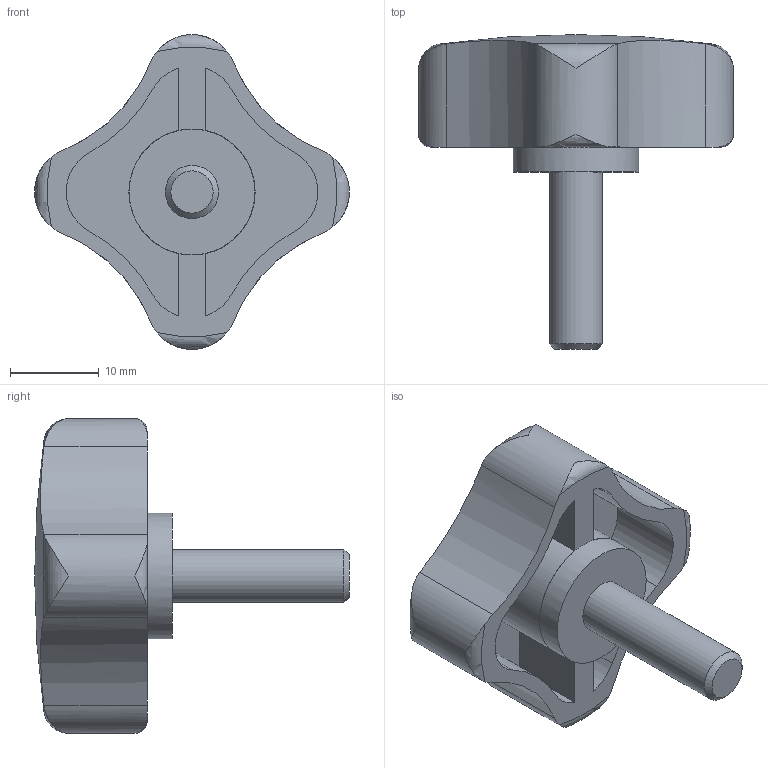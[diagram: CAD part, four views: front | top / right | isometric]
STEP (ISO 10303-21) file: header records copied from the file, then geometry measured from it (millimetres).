
FILE_DESCRIPTION( ( 'STEP AP214' ), '1' );
FILE_NAME( 'K0278.3506X20.stp', '2020-11-27T11:35:00', ( '' ), ( '' ), ' ', 'PARTsolutions', ' ' );
FILE_SCHEMA( ( 'AUTOMOTIVE_DESIGN { 1 0 10303 214 1 1 1 1 }' ) );
Length unit declared in the file: millimetre
Products named in the file (1): _K0278.3506X20
Bounding box: 35.5 x 35.5 x 35.5 mm (x, y, z)
Volume: 6885 mm3; surface area: 4351.6 mm2
Topology: 1 solids, 1 shells, 43 faces, 120 edges, 82 vertices
Faces by surface type: cylinder 24, plane 9, torus 8, cone 1, sphere 1
Full cylindrical faces by diameter (mm): 6 x1, 14.2 x1
Entity records: 1998 total; most frequent: CARTESIAN_POINT 561, ORIENTED_EDGE 226, DIRECTION 224, EDGE_CURVE 113, AXIS2_PLACEMENT_3D 95, VERTEX_POINT 80, CIRCLE 51, EDGE_LOOP 50
